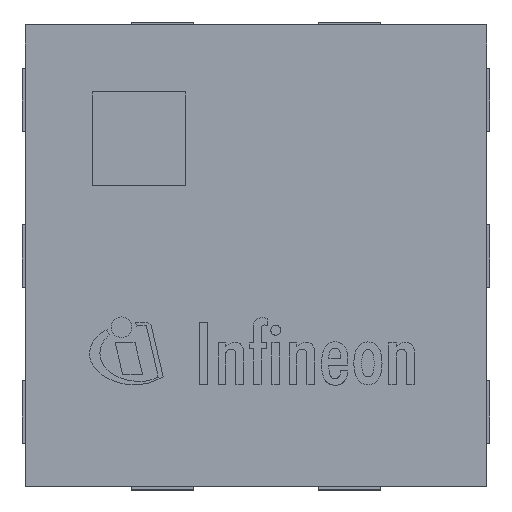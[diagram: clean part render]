
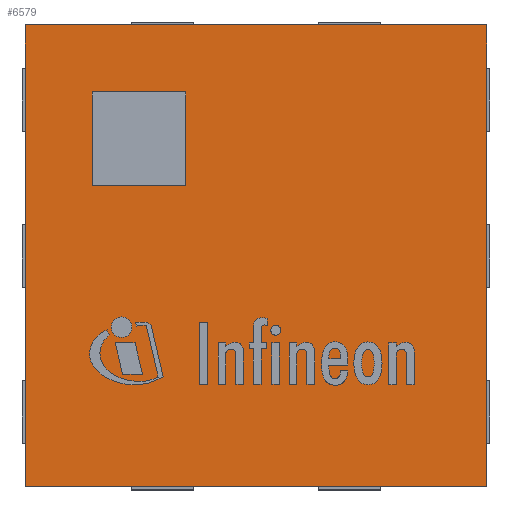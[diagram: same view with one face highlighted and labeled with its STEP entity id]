
A CAD part, top view. The second image highlights one B-rep face of the part: STEP entity #6579.
In plain terms, the highlighted planar face has unit normal (0, 0, 1).
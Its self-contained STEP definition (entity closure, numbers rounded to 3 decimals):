
#757=FACE_BOUND('',#1302,.T.);
#986=FACE_OUTER_BOUND('',#1301,.T.);
#1301=EDGE_LOOP('',(#5057,#5058,#5059,#5060));
#1302=EDGE_LOOP('',(#5061,#5062,#5063,#5064));
#1667=LINE('',#9917,#2311);
#1671=LINE('',#9925,#2315);
#1674=LINE('',#9931,#2318);
#1677=LINE('',#9936,#2321);
#1679=LINE('',#9942,#2323);
#1683=LINE('',#9950,#2327);
#1686=LINE('',#9956,#2330);
#1689=LINE('',#9961,#2333);
#2311=VECTOR('',#7803,1.);
#2315=VECTOR('',#7809,1.);
#2318=VECTOR('',#7814,1.);
#2321=VECTOR('',#7819,1.);
#2323=VECTOR('',#7825,1.);
#2327=VECTOR('',#7831,1.);
#2330=VECTOR('',#7836,1.);
#2333=VECTOR('',#7841,1.);
#2919=VERTEX_POINT('',#9915);
#2920=VERTEX_POINT('',#9916);
#2923=VERTEX_POINT('',#9924);
#2925=VERTEX_POINT('',#9930);
#2927=VERTEX_POINT('',#9940);
#2928=VERTEX_POINT('',#9941);
#2931=VERTEX_POINT('',#9949);
#2933=VERTEX_POINT('',#9955);
#3855=EDGE_CURVE('',#2919,#2920,#1667,.T.);
#3859=EDGE_CURVE('',#2923,#2919,#1671,.T.);
#3862=EDGE_CURVE('',#2925,#2923,#1674,.T.);
#3865=EDGE_CURVE('',#2920,#2925,#1677,.T.);
#3867=EDGE_CURVE('',#2927,#2928,#1679,.T.);
#3871=EDGE_CURVE('',#2931,#2927,#1683,.T.);
#3874=EDGE_CURVE('',#2933,#2931,#1686,.T.);
#3877=EDGE_CURVE('',#2928,#2933,#1689,.T.);
#5057=ORIENTED_EDGE('',*,*,#3877,.F.);
#5058=ORIENTED_EDGE('',*,*,#3867,.F.);
#5059=ORIENTED_EDGE('',*,*,#3871,.F.);
#5060=ORIENTED_EDGE('',*,*,#3874,.F.);
#5061=ORIENTED_EDGE('',*,*,#3855,.T.);
#5062=ORIENTED_EDGE('',*,*,#3865,.T.);
#5063=ORIENTED_EDGE('',*,*,#3862,.T.);
#5064=ORIENTED_EDGE('',*,*,#3859,.T.);
#6385=PLANE('',#6922);
#6579=ADVANCED_FACE('',(#986,#757),#6385,.T.);
#6922=AXIS2_PLACEMENT_3D('',#9964,#7845,#7846);
#7803=DIRECTION('',(0.,-1.,0.));
#7809=DIRECTION('',(1.,0.,0.));
#7814=DIRECTION('',(0.,1.,0.));
#7819=DIRECTION('',(-1.,0.,0.));
#7825=DIRECTION('',(0.,1.,0.));
#7831=DIRECTION('',(-1.,0.,0.));
#7836=DIRECTION('',(0.,-1.,0.));
#7841=DIRECTION('',(1.,0.,0.));
#7845=DIRECTION('center_axis',(0.,0.,1.));
#7846=DIRECTION('ref_axis',(1.,0.,0.));
#9915=CARTESIAN_POINT('',(-0.225,0.525,0.4));
#9916=CARTESIAN_POINT('',(-0.225,0.225,0.4));
#9917=CARTESIAN_POINT('',(-0.225,0.263,0.4));
#9924=CARTESIAN_POINT('',(-0.525,0.525,0.4));
#9925=CARTESIAN_POINT('',(-0.262,0.525,0.4));
#9930=CARTESIAN_POINT('',(-0.525,0.225,0.4));
#9931=CARTESIAN_POINT('',(-0.525,0.113,0.4));
#9936=CARTESIAN_POINT('',(-0.113,0.225,0.4));
#9940=CARTESIAN_POINT('',(-0.74,-0.74,0.4));
#9941=CARTESIAN_POINT('',(-0.74,0.74,0.4));
#9942=CARTESIAN_POINT('',(-0.74,-0.74,0.4));
#9949=CARTESIAN_POINT('',(0.74,-0.74,0.4));
#9950=CARTESIAN_POINT('',(0.74,-0.74,0.4));
#9955=CARTESIAN_POINT('',(0.74,0.74,0.4));
#9956=CARTESIAN_POINT('',(0.74,0.74,0.4));
#9961=CARTESIAN_POINT('',(-0.74,0.74,0.4));
#9964=CARTESIAN_POINT('Origin',(0.,0.,0.4));
